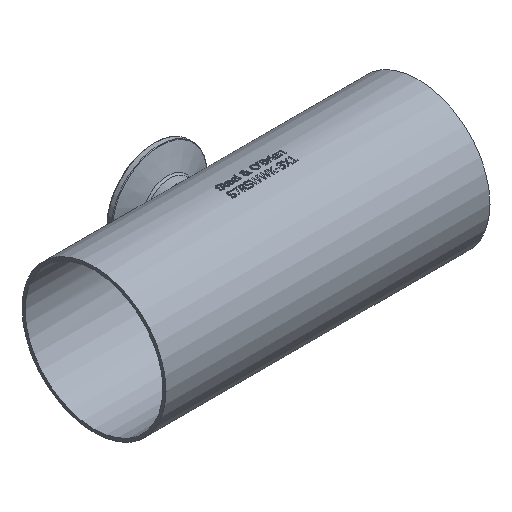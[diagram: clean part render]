
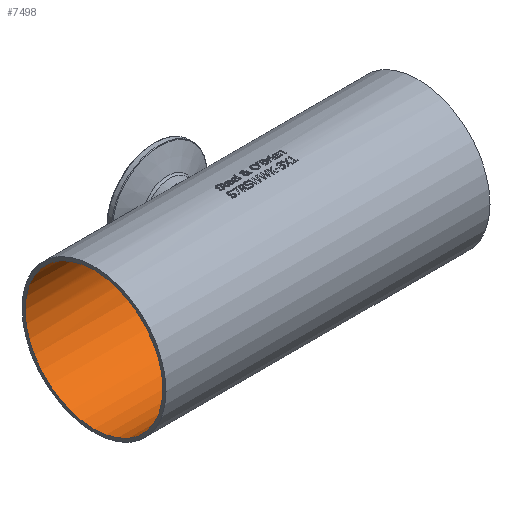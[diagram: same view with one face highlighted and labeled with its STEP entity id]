
A CAD part, isometric view. The second image highlights one B-rep face of the part: STEP entity #7498.
In plain terms, the highlighted cylindrical face has radius 36.449 mm (diameter 72.898 mm), a full revolution.
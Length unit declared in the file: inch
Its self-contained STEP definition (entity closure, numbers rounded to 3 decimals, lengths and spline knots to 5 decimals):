
#163=FACE_BOUND('',#1413,.T.);
#164=FACE_BOUND('',#1414,.T.);
#165=FACE_BOUND('',#1415,.T.);
#1413=EDGE_LOOP('',(#6976));
#1414=EDGE_LOOP('',(#6977));
#1415=EDGE_LOOP('',(#6978));
#1778=B_SPLINE_CURVE_WITH_KNOTS('',3,(#16353,#16354,#16355,#16356,#16357,
#16358,#16359,#16360,#16361,#16362,#16363,#16364,#16365,#16366,#16367,#16368,
#16369,#16370,#16371,#16372,#16373,#16374,#16375,#16376,#16377,#16378,#16379,
#16380,#16381,#16382,#16383,#16384,#16385,#16386),.UNSPECIFIED.,.T.,.F.,
(4,2,2,2,2,2,2,2,2,2,2,2,2,2,2,2,4),(0.,0.41913,0.83826,
1.25725,1.67625,2.09525,2.51425,2.93337,
3.3525,3.77163,4.19076,4.60975,5.02875,
5.44775,5.86675,6.28587,6.705),
 .UNSPECIFIED.);
#2954=CIRCLE('',#7956,1.435);
#2955=CIRCLE('',#7957,1.435);
#3691=VERTEX_POINT('',#16352);
#3693=VERTEX_POINT('',#16391);
#3694=VERTEX_POINT('',#16393);
#4787=EDGE_CURVE('',#3691,#3691,#1778,.T.);
#4789=EDGE_CURVE('',#3693,#3693,#2954,.T.);
#4790=EDGE_CURVE('',#3694,#3694,#2955,.T.);
#6976=ORIENTED_EDGE('',*,*,#4787,.F.);
#6977=ORIENTED_EDGE('',*,*,#4789,.T.);
#6978=ORIENTED_EDGE('',*,*,#4790,.F.);
#7023=CYLINDRICAL_SURFACE('',#7955,1.435);
#7498=ADVANCED_FACE('',(#163,#164,#165),#7023,.F.);
#7955=AXIS2_PLACEMENT_3D('',#16390,#9382,#9383);
#7956=AXIS2_PLACEMENT_3D('',#16392,#9384,#9385);
#7957=AXIS2_PLACEMENT_3D('',#16394,#9386,#9387);
#9382=DIRECTION('center_axis',(1.,0.,0.));
#9383=DIRECTION('ref_axis',(0.,0.,
-1.));
#9384=DIRECTION('center_axis',(1.,0.,0.));
#9385=DIRECTION('ref_axis',(0.,0.,
-1.));
#9386=DIRECTION('center_axis',(1.,0.,0.));
#9387=DIRECTION('ref_axis',(0.,0.,
-1.));
#16352=CARTESIAN_POINT('',(3.375,1.36748,-0.435));
#16353=CARTESIAN_POINT('Ctrl Pts',(3.375,1.36748,-0.435));
#16354=CARTESIAN_POINT('Ctrl Pts',(3.43,1.36748,-0.435));
#16355=CARTESIAN_POINT('Ctrl Pts',(3.48842,1.37115,-0.42394));
#16356=CARTESIAN_POINT('Ctrl Pts',(3.59548,1.38412,-0.37944));
#16357=CARTESIAN_POINT('Ctrl Pts',(3.64416,1.39321,-0.34602));
#16358=CARTESIAN_POINT('Ctrl Pts',(3.72101,1.41008,-0.26917));
#16359=CARTESIAN_POINT('Ctrl Pts',(3.75444,1.41898,-0.22048));
#16360=CARTESIAN_POINT('Ctrl Pts',(3.79894,1.43153,-0.11341));
#16361=CARTESIAN_POINT('Ctrl Pts',(3.81,1.435,-0.05499));
#16362=CARTESIAN_POINT('Ctrl Pts',(3.81,1.435,0.05499));
#16363=CARTESIAN_POINT('Ctrl Pts',(3.79894,1.43153,0.11341));
#16364=CARTESIAN_POINT('Ctrl Pts',(3.75444,1.41898,0.22048));
#16365=CARTESIAN_POINT('Ctrl Pts',(3.72101,1.41008,0.26917));
#16366=CARTESIAN_POINT('Ctrl Pts',(3.64416,1.39321,0.34602));
#16367=CARTESIAN_POINT('Ctrl Pts',(3.59548,1.38412,0.37944));
#16368=CARTESIAN_POINT('Ctrl Pts',(3.48842,1.37115,0.42394));
#16369=CARTESIAN_POINT('Ctrl Pts',(3.43,1.36748,0.435));
#16370=CARTESIAN_POINT('Ctrl Pts',(3.32,1.36748,0.435));
#16371=CARTESIAN_POINT('Ctrl Pts',(3.26158,1.37115,0.42394));
#16372=CARTESIAN_POINT('Ctrl Pts',(3.15452,1.38412,0.37944));
#16373=CARTESIAN_POINT('Ctrl Pts',(3.10584,1.39321,0.34602));
#16374=CARTESIAN_POINT('Ctrl Pts',(3.02899,1.41008,0.26917));
#16375=CARTESIAN_POINT('Ctrl Pts',(2.99556,1.41898,0.22048));
#16376=CARTESIAN_POINT('Ctrl Pts',(2.95106,1.43153,0.11341));
#16377=CARTESIAN_POINT('Ctrl Pts',(2.94,1.435,0.05499));
#16378=CARTESIAN_POINT('Ctrl Pts',(2.94,1.435,-0.05499));
#16379=CARTESIAN_POINT('Ctrl Pts',(2.95106,1.43153,-0.11341));
#16380=CARTESIAN_POINT('Ctrl Pts',(2.99556,1.41898,-0.22048));
#16381=CARTESIAN_POINT('Ctrl Pts',(3.02899,1.41008,-0.26917));
#16382=CARTESIAN_POINT('Ctrl Pts',(3.10584,1.39321,-0.34602));
#16383=CARTESIAN_POINT('Ctrl Pts',(3.15452,1.38412,-0.37944));
#16384=CARTESIAN_POINT('Ctrl Pts',(3.26158,1.37115,-0.42394));
#16385=CARTESIAN_POINT('Ctrl Pts',(3.32,1.36748,-0.435));
#16386=CARTESIAN_POINT('Ctrl Pts',(3.375,1.36748,-0.435));
#16390=CARTESIAN_POINT('Origin',(3.375,0.,0.));
#16391=CARTESIAN_POINT('',(6.75,0.,-1.435));
#16392=CARTESIAN_POINT('Origin',(6.75,0.,0.));
#16393=CARTESIAN_POINT('',(0.,0.,
-1.435));
#16394=CARTESIAN_POINT('Origin',(0.,0.,
0.));
